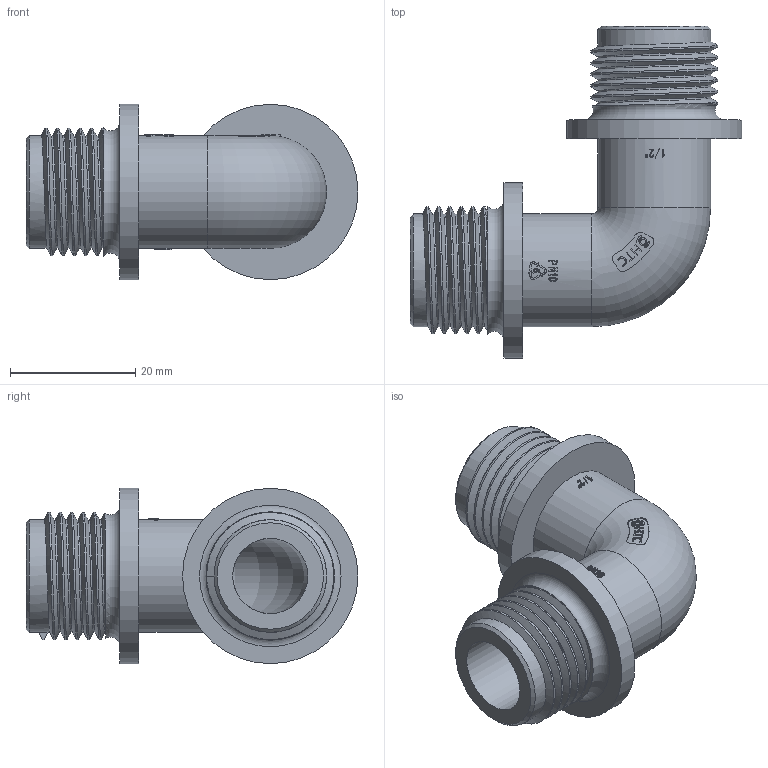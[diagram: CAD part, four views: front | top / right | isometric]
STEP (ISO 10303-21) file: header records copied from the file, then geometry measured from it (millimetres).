
FILE_DESCRIPTION(/* description */ (''),/* implementation_level */ '2;1');
FILE_NAME(/* name */ '1-2.stp',/* time_stamp */ '2025-02-14T16:18:05+08:00',/* author */ (''),/* organization */ (''),/* preprocessor_version */ 'ST-DEVELOPER v16.7',/* originating_system */ 'SIEMENS PLM Software NX 12.0',/* authorisation */ '');
FILE_SCHEMA (('AUTOMOTIVE_DESIGN { 1 0 10303 214 3 1 1 1 }'));
Length unit declared in the file: millimetre
Products named in the file (1): Admi6140B10Emks3
Bounding box: 53 x 53 x 28 mm (x, y, z)
Volume: 13647.1 mm3; surface area: 9786.8 mm2
Topology: 1 solids, 1 shells, 458 faces, 1309 edges, 881 vertices
Faces by surface type: plane 332, extrusion 62, cylinder 46, torus 12, bspline 4, cone 2
Full cylindrical faces by diameter (mm): 0.82 x1, 1.237 x1, 12 x2, 18 x12, 28 x2
Entity records: 20599 total; most frequent: CARTESIAN_POINT 6712, ORIENTED_EDGE 2546, DIRECTION 2402, EDGE_CURVE 1273, AXIS2_PLACEMENT_3D 944, VERTEX_POINT 871, VECTOR 514, EDGE_LOOP 494
